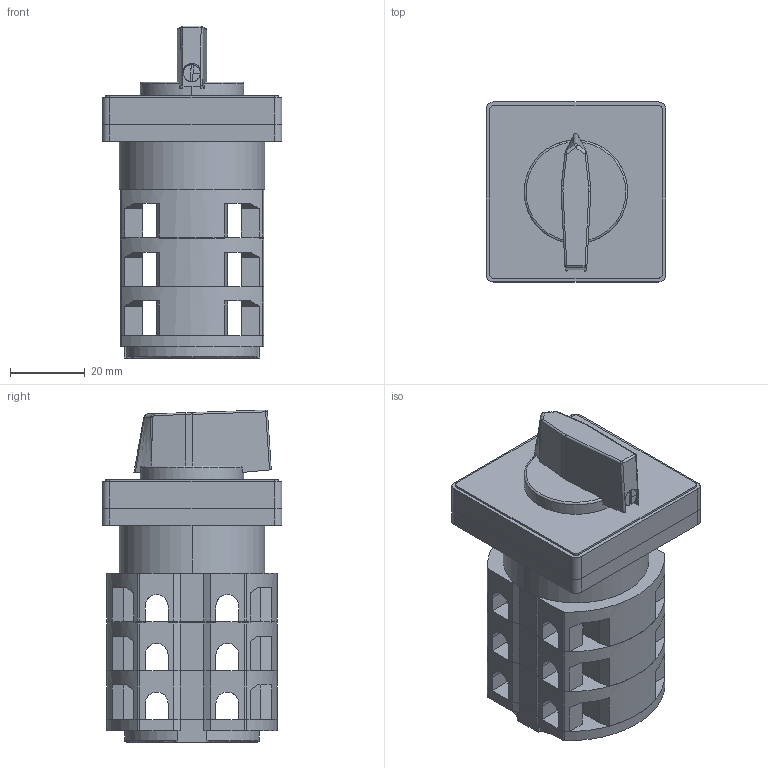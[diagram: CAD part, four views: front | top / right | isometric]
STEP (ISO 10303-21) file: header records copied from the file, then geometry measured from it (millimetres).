
FILE_DESCRIPTION(('TFLEX Exchange Step'),'2;1');
FILE_NAME('4G25-55-U K1 3 ряда.stp', '2024-12-24T13:21:43+03:00',('nikolaeva'),('Unknown organisation'),'TFLEX Exchange 2019.0','T-FLEX CAD','Unknown authorisation');
FILE_SCHEMA( ('AUTOMOTIVE_DESIGN { 1 0 10303 214 1 1 1 1 }') );
Length unit declared in the file: millimetre
Products named in the file (1): BUFFER:0000004C659FC830 
Bounding box: 48 x 48 x 88.55 mm (x, y, z)
Volume: 90756.2 mm3; surface area: 51904.5 mm2
Topology: 18 solids, 18 shells, 566 faces, 1519 edges, 998 vertices
Faces by surface type: plane 351, cylinder 135, bspline 70, torus 8, sphere 2
Entity records: 30975 total; most frequent: CARTESIAN_POINT 19980, ORIENTED_EDGE 3036, B_SPLINE_CURVE_WITH_KNOTS 1518, EDGE_CURVE 1518, VERTEX_POINT 998, DIRECTION 994, EDGE_LOOP 612, FACE_BOUND 612
